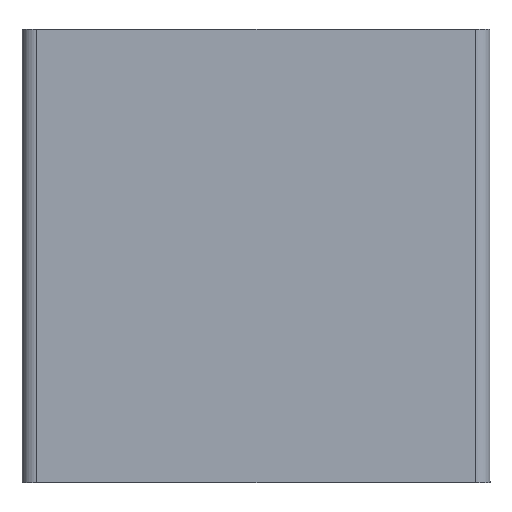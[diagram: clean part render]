
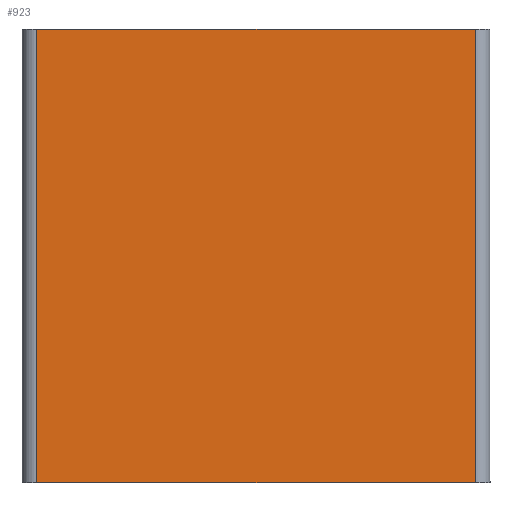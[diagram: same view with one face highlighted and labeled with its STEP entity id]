
A CAD part, left-side view. The second image highlights one B-rep face of the part: STEP entity #923.
In plain terms, the highlighted planar face has unit normal (-1, 0, 0).
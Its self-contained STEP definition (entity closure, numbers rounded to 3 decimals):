
#38=PLANE('',#990);
#68=FACE_OUTER_BOUND('',#118,.T.);
#118=EDGE_LOOP('',(#644,#645,#646,#647));
#188=LINE('',#1360,#279);
#190=LINE('',#1366,#281);
#194=LINE('',#1376,#285);
#195=LINE('',#1377,#286);
#279=VECTOR('',#1083,10.);
#281=VECTOR('',#1089,10.);
#285=VECTOR('',#1097,10.);
#286=VECTOR('',#1098,10.);
#413=VERTEX_POINT('',#1357);
#414=VERTEX_POINT('',#1359);
#416=VERTEX_POINT('',#1365);
#420=VERTEX_POINT('',#1375);
#502=EDGE_CURVE('',#413,#414,#188,.T.);
#505=EDGE_CURVE('',#416,#414,#190,.F.);
#510=EDGE_CURVE('',#420,#413,#194,.T.);
#511=EDGE_CURVE('',#416,#420,#195,.T.);
#644=ORIENTED_EDGE('',*,*,#502,.F.);
#645=ORIENTED_EDGE('',*,*,#510,.F.);
#646=ORIENTED_EDGE('',*,*,#511,.F.);
#647=ORIENTED_EDGE('',*,*,#505,.T.);
#923=ADVANCED_FACE('',(#68),#38,.F.);
#990=AXIS2_PLACEMENT_3D('',#1374,#1095,#1096);
#1083=DIRECTION('',(0.,0.,-1.));
#1089=DIRECTION('',(0.,1.,0.));
#1095=DIRECTION('center_axis',(1.,0.,0.));
#1096=DIRECTION('ref_axis',(0.,0.,
-1.));
#1097=DIRECTION('',(0.,-1.,0.));
#1098=DIRECTION('',(0.,0.,1.));
#1357=CARTESIAN_POINT('',(-160.323,-988.73,464.636));
#1359=CARTESIAN_POINT('',(-160.323,-988.73,404.136));
#1360=CARTESIAN_POINT('',(-160.323,-988.73,457.036));
#1365=CARTESIAN_POINT('',(-160.323,-930.23,404.136));
#1366=CARTESIAN_POINT('',(-160.323,-932.377,404.136));
#1374=CARTESIAN_POINT('Origin',(-160.323,-927.731,456.236));
#1375=CARTESIAN_POINT('',(-160.323,-930.23,464.636));
#1376=CARTESIAN_POINT('',(-160.323,-930.23,464.636));
#1377=CARTESIAN_POINT('',(-160.323,-930.23,457.036));
